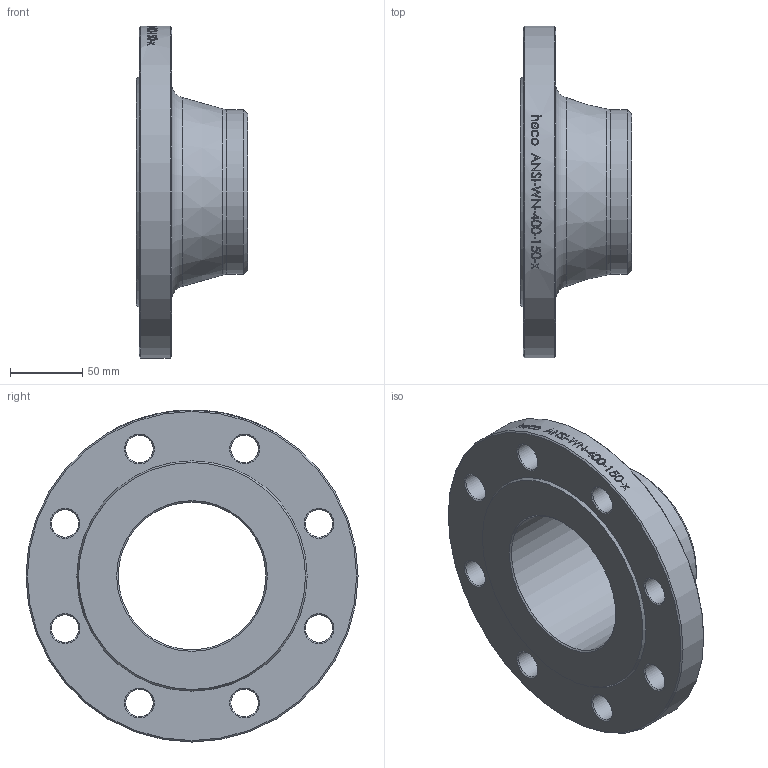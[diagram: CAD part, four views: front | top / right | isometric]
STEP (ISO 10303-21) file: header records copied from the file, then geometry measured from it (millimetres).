
FILE_DESCRIPTION (( 'STEP AP214' ), '1' );
FILE_NAME ('ANSI-WN-400-150-x Vorschweissflansch ASME B16.5 Class150 2102.STEP', '2021-02-06T13:29:43', ( '' ), ( '' ), 'SwSTEP 2.0', 'SolidWorks 2019', '' );
FILE_SCHEMA (( 'AUTOMOTIVE_DESIGN' ));
Length unit declared in the file: millimetre
Products named in the file (1): ANSI-WN-400-150-x Vorschweissflansch ASME B16.5 Class150 2102
Bounding box: 77 x 230 x 230 mm (x, y, z)
Volume: 895390.5 mm3; surface area: 127773.9 mm2
Topology: 1 solids, 1 shells, 67 faces, 296 edges, 260 vertices
Faces by surface type: cylinder 39, cone 22, plane 4, torus 2
Full cylindrical faces by diameter (mm): 19.1 x8, 102.3 x1, 114.3 x1, 230 x1
Entity records: 6643 total; most frequent: CARTESIAN_POINT 4146, ORIENTED_EDGE 496, DIRECTION 359, EDGE_CURVE 248, VERTEX_POINT 248, AXIS2_PLACEMENT_3D 164, EDGE_LOOP 150, B_SPLINE_CURVE_WITH_KNOTS 121
